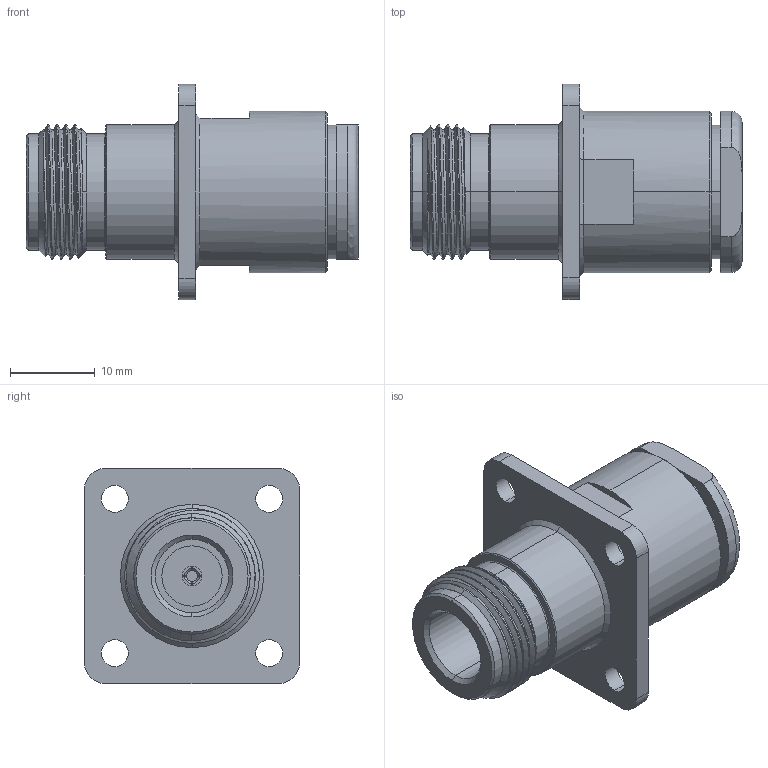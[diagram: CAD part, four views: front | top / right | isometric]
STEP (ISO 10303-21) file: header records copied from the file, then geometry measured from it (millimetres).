
FILE_DESCRIPTION (( 'STEP AP203' ), '1' );
FILE_NAME ('PE4060.step', '2019-10-07T13:50:44', ( '' ), ( '' ), 'SwSTEP 2.0', 'SolidWorks 2018', '' );
FILE_SCHEMA (( 'CONFIG_CONTROL_DESIGN' ));
Length unit declared in the file: inch
Products named in the file (1): PE4060
Bounding box: 39.14 x 25.4 x 25.4 mm (x, y, z)
Volume: 8186.1 mm3; surface area: 4370.1 mm2
Topology: 1 solids, 1 shells, 121 faces, 301 edges, 193 vertices
Faces by surface type: cylinder 52, plane 37, cone 25, bspline 5, torus 2
Entity records: 5102 total; most frequent: CARTESIAN_POINT 2236, ORIENTED_EDGE 602, DIRECTION 566, EDGE_CURVE 301, AXIS2_PLACEMENT_3D 228, VERTEX_POINT 193, EDGE_LOOP 140, FACE_OUTER_BOUND 121
